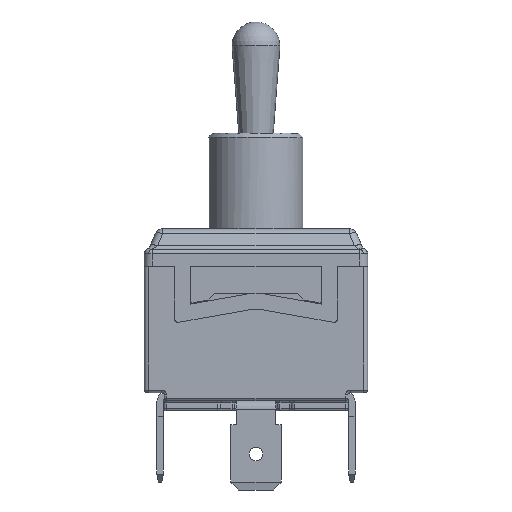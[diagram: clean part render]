
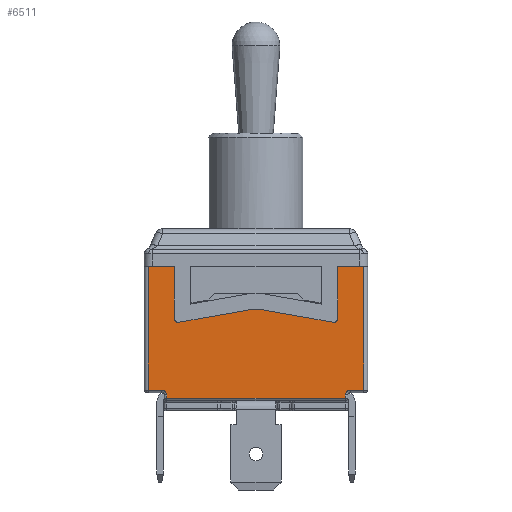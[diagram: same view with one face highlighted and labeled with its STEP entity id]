
A CAD part, front view. The second image highlights one B-rep face of the part: STEP entity #6511.
In plain terms, the highlighted planar face has unit normal (0, -1, 0).
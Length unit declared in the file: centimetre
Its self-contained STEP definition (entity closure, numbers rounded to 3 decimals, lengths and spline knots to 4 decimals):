
#490=LINE('',#10252,#1042);
#498=LINE('',#10273,#1050);
#504=LINE('',#10285,#1056);
#544=LINE('',#10375,#1096);
#548=LINE('',#10393,#1100);
#557=LINE('',#10419,#1109);
#561=LINE('',#10429,#1113);
#562=LINE('',#10433,#1114);
#563=LINE('',#10434,#1115);
#564=LINE('',#10436,#1116);
#565=LINE('',#10438,#1117);
#566=LINE('',#10442,#1118);
#567=LINE('',#10444,#1119);
#568=LINE('',#10446,#1120);
#1042=VECTOR('',#8129,1.);
#1050=VECTOR('',#8145,1.);
#1056=VECTOR('',#8153,1.);
#1096=VECTOR('',#8227,1.);
#1100=VECTOR('',#8247,1.);
#1109=VECTOR('',#8276,1.);
#1113=VECTOR('',#8288,1.);
#1114=VECTOR('',#8291,1.);
#1115=VECTOR('',#8292,1.);
#1116=VECTOR('',#8295,1.);
#1117=VECTOR('',#8296,1.);
#1118=VECTOR('',#8299,1.);
#1119=VECTOR('',#8300,1.);
#1120=VECTOR('',#8301,1.);
#1628=FACE_OUTER_BOUND('',#2051,.T.);
#2051=EDGE_LOOP('',(#4936,#4937,#4938,#4939,#4940,#4941,#4942,#4943,#4944,
#4945,#4946,#4947,#4948,#4949,#4950,#4951,#4952,#4953,#4954,#4955));
#2432=CIRCLE('',#7030,0.05);
#2434=CIRCLE('',#7034,0.05);
#2437=CIRCLE('',#7043,0.05);
#2439=CIRCLE('',#7047,0.05);
#2440=CIRCLE('',#7048,0.06);
#2441=CIRCLE('',#7049,0.06);
#2895=VERTEX_POINT('',#10249);
#2896=VERTEX_POINT('',#10251);
#2903=VERTEX_POINT('',#10269);
#2905=VERTEX_POINT('',#10272);
#2908=VERTEX_POINT('',#10279);
#2910=VERTEX_POINT('',#10283);
#2942=VERTEX_POINT('',#10372);
#2943=VERTEX_POINT('',#10374);
#2947=VERTEX_POINT('',#10386);
#2948=VERTEX_POINT('',#10390);
#2951=VERTEX_POINT('',#10398);
#2955=VERTEX_POINT('',#10416);
#2958=VERTEX_POINT('',#10426);
#2959=VERTEX_POINT('',#10431);
#2960=VERTEX_POINT('',#10432);
#2961=VERTEX_POINT('',#10437);
#2962=VERTEX_POINT('',#10439);
#2963=VERTEX_POINT('',#10441);
#2964=VERTEX_POINT('',#10443);
#2965=VERTEX_POINT('',#10445);
#3586=EDGE_CURVE('',#2896,#2895,#490,.T.);
#3596=EDGE_CURVE('',#2905,#2903,#498,.T.);
#3602=EDGE_CURVE('',#2908,#2910,#504,.T.);
#3645=EDGE_CURVE('',#2942,#2943,#544,.T.);
#3651=EDGE_CURVE('',#2908,#2947,#2432,.F.);
#3654=EDGE_CURVE('',#2895,#2948,#548,.T.);
#3658=EDGE_CURVE('',#2951,#2948,#2434,.F.);
#3667=EDGE_CURVE('',#2951,#2955,#557,.T.);
#3669=EDGE_CURVE('',#2955,#2905,#2437,.T.);
#3673=EDGE_CURVE('',#2958,#2947,#561,.T.);
#3674=EDGE_CURVE('',#2959,#2960,#562,.T.);
#3675=EDGE_CURVE('',#2896,#2959,#563,.T.);
#3676=EDGE_CURVE('',#2903,#2958,#2439,.T.);
#3677=EDGE_CURVE('',#2910,#2943,#564,.T.);
#3678=EDGE_CURVE('',#2961,#2942,#565,.T.);
#3679=EDGE_CURVE('',#2962,#2961,#2440,.T.);
#3680=EDGE_CURVE('',#2963,#2962,#566,.T.);
#3681=EDGE_CURVE('',#2964,#2963,#567,.T.);
#3682=EDGE_CURVE('',#2965,#2964,#568,.T.);
#3683=EDGE_CURVE('',#2960,#2965,#2441,.T.);
#4936=ORIENTED_EDGE('',*,*,#3674,.F.);
#4937=ORIENTED_EDGE('',*,*,#3675,.F.);
#4938=ORIENTED_EDGE('',*,*,#3586,.T.);
#4939=ORIENTED_EDGE('',*,*,#3654,.T.);
#4940=ORIENTED_EDGE('',*,*,#3658,.F.);
#4941=ORIENTED_EDGE('',*,*,#3667,.T.);
#4942=ORIENTED_EDGE('',*,*,#3669,.T.);
#4943=ORIENTED_EDGE('',*,*,#3596,.T.);
#4944=ORIENTED_EDGE('',*,*,#3676,.T.);
#4945=ORIENTED_EDGE('',*,*,#3673,.T.);
#4946=ORIENTED_EDGE('',*,*,#3651,.F.);
#4947=ORIENTED_EDGE('',*,*,#3602,.T.);
#4948=ORIENTED_EDGE('',*,*,#3677,.T.);
#4949=ORIENTED_EDGE('',*,*,#3645,.F.);
#4950=ORIENTED_EDGE('',*,*,#3678,.F.);
#4951=ORIENTED_EDGE('',*,*,#3679,.F.);
#4952=ORIENTED_EDGE('',*,*,#3680,.F.);
#4953=ORIENTED_EDGE('',*,*,#3681,.F.);
#4954=ORIENTED_EDGE('',*,*,#3682,.F.);
#4955=ORIENTED_EDGE('',*,*,#3683,.F.);
#6309=PLANE('',#7046);
#6511=ADVANCED_FACE('',(#1628),#6309,.T.);
#7030=AXIS2_PLACEMENT_3D('',#10387,#8241,#8242);
#7034=AXIS2_PLACEMENT_3D('',#10400,#8254,#8255);
#7043=AXIS2_PLACEMENT_3D('',#10422,#8280,#8281);
#7046=AXIS2_PLACEMENT_3D('',#10430,#8289,#8290);
#7047=AXIS2_PLACEMENT_3D('',#10435,#8293,#8294);
#7048=AXIS2_PLACEMENT_3D('',#10440,#8297,#8298);
#7049=AXIS2_PLACEMENT_3D('',#10447,#8302,#8303);
#8129=DIRECTION('',(-1.,0.,0.));
#8145=DIRECTION('',(-1.,0.,0.));
#8153=DIRECTION('',(0.,0.,1.));
#8227=DIRECTION('',(0.,0.,1.));
#8241=DIRECTION('center_axis',(0.,1.,0.));
#8242=DIRECTION('ref_axis',(-0.643,0.,-0.766));
#8247=DIRECTION('',(0.,0.,-1.));
#8254=DIRECTION('center_axis',(0.,1.,0.));
#8255=DIRECTION('ref_axis',(0.643,0.,-0.766));
#8276=DIRECTION('',(-0.985,0.,0.174));
#8280=DIRECTION('center_axis',(0.,-1.,0.));
#8281=DIRECTION('ref_axis',(0.087,0.,0.996));
#8288=DIRECTION('',(-0.985,0.,-0.174));
#8289=DIRECTION('center_axis',(0.,-1.,0.));
#8290=DIRECTION('ref_axis',(0.,0.,-1.));
#8291=DIRECTION('',(-1.,0.,0.));
#8292=DIRECTION('',(0.,0.,-1.));
#8293=DIRECTION('center_axis',(0.,-1.,0.));
#8294=DIRECTION('ref_axis',(-0.087,0.,0.996));
#8295=DIRECTION('',(-1.,0.,0.));
#8296=DIRECTION('',(-1.,0.,0.));
#8297=DIRECTION('center_axis',(0.,-1.,0.));
#8298=DIRECTION('ref_axis',(0.707,0.,0.707));
#8299=DIRECTION('',(0.,0.,1.));
#8300=DIRECTION('',(-1.,0.,0.));
#8301=DIRECTION('',(0.,0.,-1.));
#8302=DIRECTION('center_axis',(0.,-1.,0.));
#8303=DIRECTION('ref_axis',(-0.707,0.,0.707));
#10249=CARTESIAN_POINT('',(1.025,-0.655,0.));
#10251=CARTESIAN_POINT('',(1.3475,-0.655,0.));
#10252=CARTESIAN_POINT('',(1.3975,-0.655,0.));
#10269=CARTESIAN_POINT('',(-0.0833,-0.655,-0.545));
#10272=CARTESIAN_POINT('',(0.0833,-0.655,-0.545));
#10273=CARTESIAN_POINT('',(-0.7426,-0.655,-0.545));
#10279=CARTESIAN_POINT('',(-1.025,-0.655,-0.6507));
#10283=CARTESIAN_POINT('',(-1.025,-0.655,0.));
#10285=CARTESIAN_POINT('',(-1.025,-0.655,0.));
#10372=CARTESIAN_POINT('',(-1.3475,-0.655,-1.55));
#10374=CARTESIAN_POINT('',(-1.3475,-0.655,0.));
#10375=CARTESIAN_POINT('',(-1.3475,-0.655,0.));
#10386=CARTESIAN_POINT('',(-0.9663,-0.655,-0.6999));
#10387=CARTESIAN_POINT('Origin',(-0.975,-0.655,-0.6507));
#10390=CARTESIAN_POINT('',(1.025,-0.655,-0.6507));
#10393=CARTESIAN_POINT('',(1.025,-0.655,-0.3551));
#10398=CARTESIAN_POINT('',(0.9663,-0.655,-0.6999));
#10400=CARTESIAN_POINT('Origin',(0.975,-0.655,-0.6507));
#10416=CARTESIAN_POINT('',(0.092,-0.655,-0.5458));
#10419=CARTESIAN_POINT('',(-0.6791,-0.655,-0.4098));
#10422=CARTESIAN_POINT('Origin',(0.0833,-0.655,-0.595));
#10426=CARTESIAN_POINT('',(-0.092,-0.655,-0.5458));
#10429=CARTESIAN_POINT('',(-1.1449,-0.655,-0.7314));
#10430=CARTESIAN_POINT('Origin',(-1.3975,-0.655,0.));
#10431=CARTESIAN_POINT('',(1.3475,-0.655,-1.55));
#10432=CARTESIAN_POINT('',(1.18,-0.655,-1.55));
#10433=CARTESIAN_POINT('',(-0.6988,-0.655,-1.55));
#10434=CARTESIAN_POINT('',(1.3475,-0.655,0.));
#10435=CARTESIAN_POINT('Origin',(-0.0833,-0.655,-0.595));
#10436=CARTESIAN_POINT('',(1.3975,-0.655,0.));
#10437=CARTESIAN_POINT('',(-1.18,-0.655,-1.55));
#10438=CARTESIAN_POINT('',(-0.6988,-0.655,-1.55));
#10439=CARTESIAN_POINT('',(-1.12,-0.655,-1.61));
#10440=CARTESIAN_POINT('Origin',(-1.18,-0.655,-1.61));
#10441=CARTESIAN_POINT('',(-1.12,-0.655,-1.65));
#10442=CARTESIAN_POINT('',(-1.12,-0.655,-0.79));
#10443=CARTESIAN_POINT('',(1.12,-0.655,-1.65));
#10444=CARTESIAN_POINT('',(-0.6988,-0.655,-1.65));
#10445=CARTESIAN_POINT('',(1.12,-0.655,-1.61));
#10446=CARTESIAN_POINT('',(1.12,-0.655,-0.79));
#10447=CARTESIAN_POINT('Origin',(1.18,-0.655,-1.61));
